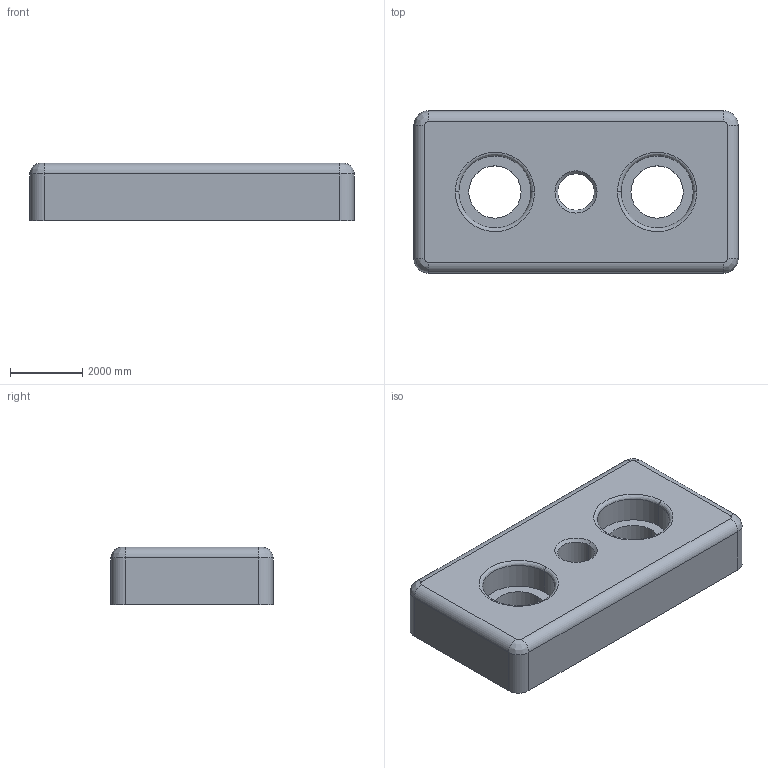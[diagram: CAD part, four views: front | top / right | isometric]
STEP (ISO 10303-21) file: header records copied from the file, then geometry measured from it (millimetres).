
FILE_DESCRIPTION(('STEP AP214'),'1');
FILE_NAME('fath_093t45901212s.stp','2018-01-23T10:33:37',('TraceParts'),('TraceParts S.A.'),'Spatial InterOp 3D',' ',' ');
FILE_SCHEMA(('automotive_design'));
Length unit declared in the file: decimetre
Products named in the file (1): fath_093t45901212s
Bounding box: 9000 x 4500 x 1600 mm (x, y, z)
Volume: 39313992344 mm3; surface area: 183331956.2 mm2
Topology: 1 solids, 1 shells, 224 faces, 532 edges, 300 vertices
Faces by surface type: cylinder 98, bspline 80, plane 44, cone 2
Entity records: 9205 total; most frequent: CARTESIAN_POINT 2481, DIRECTION 1078, ORIENTED_EDGE 1024, EDGE_CURVE 512, AXIS2_PLACEMENT_3D 441, VERTEX_POINT 300, CIRCLE 296, EDGE_LOOP 240
